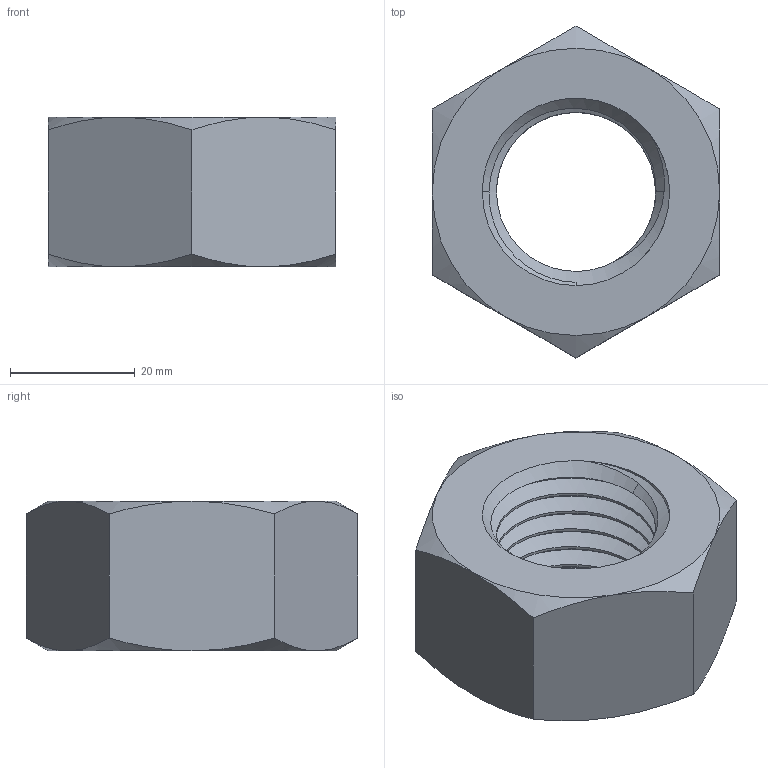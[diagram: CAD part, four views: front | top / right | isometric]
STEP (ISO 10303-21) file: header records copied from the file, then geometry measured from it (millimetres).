
FILE_DESCRIPTION (( 'STEP AP203' ), '1' );
FILE_NAME ('Metric Hex Nuts M30 x 3.5mm Thread.STEP', '2017-03-06T13:43:00', ( 'itdept' ), ( '' ), 'SwSTEP 2.0', 'SolidWorks 2016', '' );
FILE_SCHEMA (( 'CONFIG_CONTROL_DESIGN' ));
Length unit declared in the file: millimetre
Products named in the file (1): Metric Hex Nuts M30 x 3.5mm Thread
Bounding box: 46 x 53.12 x 24 mm (x, y, z)
Volume: 29060.4 mm3; surface area: 9510.2 mm2
Topology: 1 solids, 1 shells, 56 faces, 146 edges, 92 vertices
Faces by surface type: cylinder 27, cone 18, plane 9, bspline 2
Entity records: 3388 total; most frequent: CARTESIAN_POINT 2151, ORIENTED_EDGE 292, DIRECTION 192, EDGE_CURVE 146, VERTEX_POINT 92, AXIS2_PLACEMENT_3D 77, EDGE_LOOP 58, FACE_OUTER_BOUND 56
